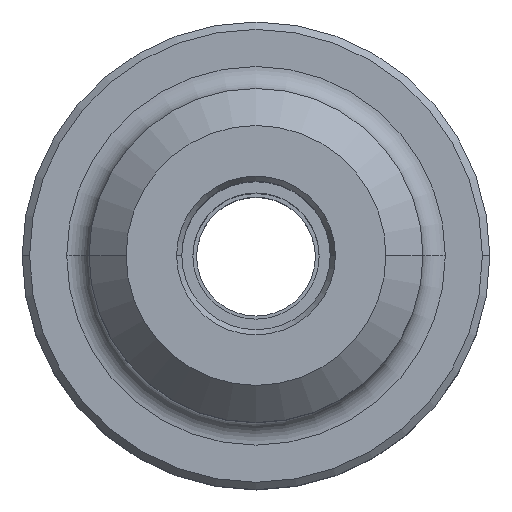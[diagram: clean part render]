
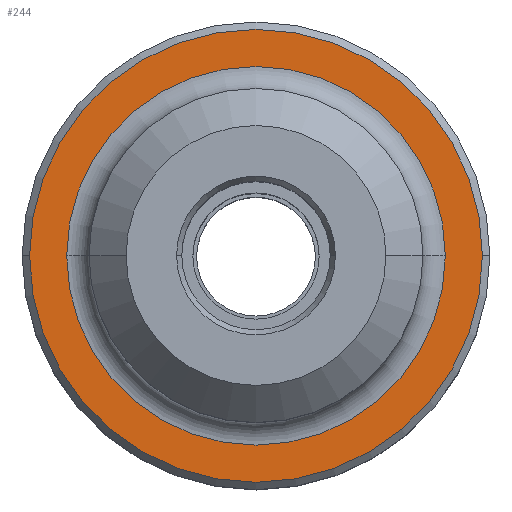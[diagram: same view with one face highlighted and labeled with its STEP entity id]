
A CAD part, top view. The second image highlights one B-rep face of the part: STEP entity #244.
In plain terms, the highlighted planar face has unit normal (0, 0, 1).
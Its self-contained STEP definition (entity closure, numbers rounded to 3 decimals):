
#132 = ORIENTED_EDGE ( 'NONE', *, *, #374, .F. ) ;
#243 = VERTEX_POINT ( 'NONE', #1033 ) ;
#244 = ADVANCED_FACE ( 'NONE', ( #1019, #1024 ), #1026, .F. ) ;
#245 = EDGE_CURVE ( 'NONE', #424, #375, #1017, .T. ) ;
#250 = EDGE_CURVE ( 'NONE', #243, #370, #953, .T. ) ;
#285 = EDGE_LOOP ( 'NONE', ( #132, #398 ) ) ;
#286 = EDGE_CURVE ( 'NONE', #370, #243, #1117, .T. ) ;
#370 = VERTEX_POINT ( 'NONE', #1261 ) ;
#374 = EDGE_CURVE ( 'NONE', #375, #424, #1123, .T. ) ;
#375 = VERTEX_POINT ( 'NONE', #1245 ) ;
#390 = ORIENTED_EDGE ( 'NONE', *, *, #286, .T. ) ;
#391 = EDGE_LOOP ( 'NONE', ( #390, #401 ) ) ;
#398 = ORIENTED_EDGE ( 'NONE', *, *, #245, .F. ) ;
#401 = ORIENTED_EDGE ( 'NONE', *, *, #250, .T. ) ;
#424 = VERTEX_POINT ( 'NONE', #1216 ) ;
#897 = CARTESIAN_POINT ( 'NONE',  ( 0., 0., 92.4 ) ) ;
#947 = DIRECTION ( 'NONE',  ( -1., 0., 0. ) ) ;
#948 = DIRECTION ( 'NONE',  ( 0., 0., -1. ) ) ;
#949 = CARTESIAN_POINT ( 'NONE',  ( 0., 0., 92.4 ) ) ;
#953 = CIRCLE ( 'NONE', #1010, 25.5 ) ;
#1008 = DIRECTION ( 'NONE',  ( -1., 0., 0. ) ) ;
#1009 = DIRECTION ( 'NONE',  ( 0., 0., -1. ) ) ;
#1010 = AXIS2_PLACEMENT_3D ( 'NONE', #949, #948, #947 ) ;
#1012 = DIRECTION ( 'NONE',  ( -1., 0., 0. ) ) ;
#1013 = DIRECTION ( 'NONE',  ( 0., 0., -1. ) ) ;
#1014 = CARTESIAN_POINT ( 'NONE',  ( 0., 0., 92.4 ) ) ;
#1017 = CIRCLE ( 'NONE', #1025, 30.5 ) ;
#1019 = FACE_OUTER_BOUND ( 'NONE', #285, .T. ) ;
#1022 = CARTESIAN_POINT ( 'NONE',  ( 30.5, 0., 92.4 ) ) ;
#1024 = FACE_BOUND ( 'NONE', #391, .T. ) ;
#1025 = AXIS2_PLACEMENT_3D ( 'NONE', #1014, #1009, #1008 ) ;
#1026 = PLANE ( 'NONE',  #1032 ) ;
#1032 = AXIS2_PLACEMENT_3D ( 'NONE', #1022, #1013, #1012 ) ;
#1033 = CARTESIAN_POINT ( 'NONE',  ( 25.5, 0., 92.4 ) ) ;
#1106 = DIRECTION ( 'NONE',  ( -1., 0., 0. ) ) ;
#1107 = DIRECTION ( 'NONE',  ( 0., 0., -1. ) ) ;
#1116 = AXIS2_PLACEMENT_3D ( 'NONE', #897, #1107, #1106 ) ;
#1117 = CIRCLE ( 'NONE', #1116, 25.5 ) ;
#1123 = CIRCLE ( 'NONE', #1256, 30.5 ) ;
#1216 = CARTESIAN_POINT ( 'NONE',  ( 30.5, 0., 92.4 ) ) ;
#1242 = DIRECTION ( 'NONE',  ( -1., 0., 0. ) ) ;
#1243 = DIRECTION ( 'NONE',  ( 0., 0., -1. ) ) ;
#1244 = CARTESIAN_POINT ( 'NONE',  ( 0., 0., 92.4 ) ) ;
#1245 = CARTESIAN_POINT ( 'NONE',  ( -30.5, 0., 92.4 ) ) ;
#1256 = AXIS2_PLACEMENT_3D ( 'NONE', #1244, #1243, #1242 ) ;
#1261 = CARTESIAN_POINT ( 'NONE',  ( -25.5, 0., 92.4 ) ) ;
